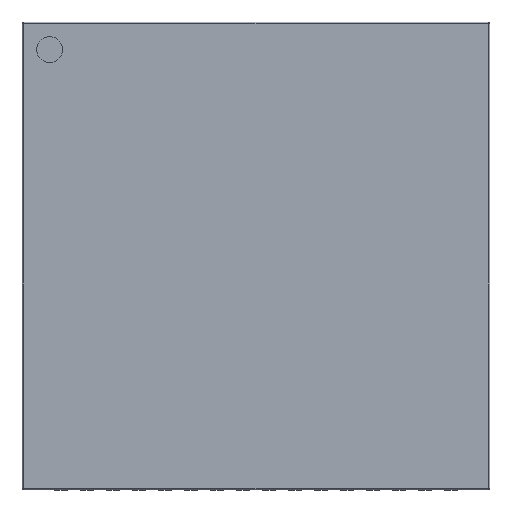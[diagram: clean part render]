
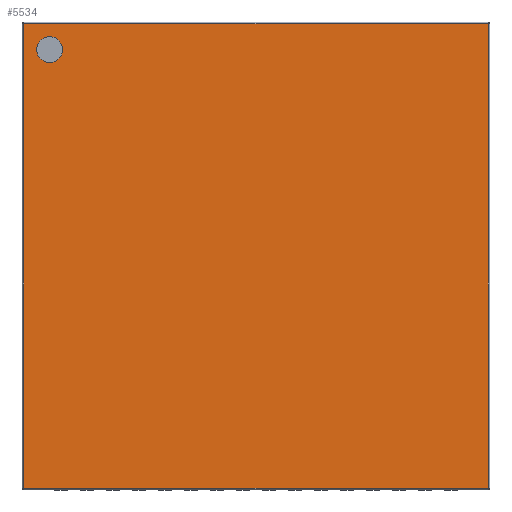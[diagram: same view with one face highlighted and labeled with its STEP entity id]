
A CAD part, top view. The second image highlights one B-rep face of the part: STEP entity #5534.
In plain terms, the highlighted planar face has unit normal (0, 0, 1).
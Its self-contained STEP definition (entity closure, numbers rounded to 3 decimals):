
#238 = CARTESIAN_POINT ( 'NONE',  ( -4.47, -4.47, 0.98 ) ) ;
#1428 = DIRECTION ( 'NONE',  ( 0., -1., 0. ) ) ;
#1796 = ORIENTED_EDGE ( 'NONE', *, *, #8084, .T. ) ;
#2853 = DIRECTION ( 'NONE',  ( 1., 0., 0. ) ) ;
#3241 = LINE ( 'NONE', #21638, #11892 ) ;
#3254 = PLANE ( 'NONE',  #9438 ) ;
#3413 = EDGE_CURVE ( 'NONE', #5543, #20636, #3241, .T. ) ;
#4459 = DIRECTION ( 'NONE',  ( -1., 0., 0. ) ) ;
#5534 = ADVANCED_FACE ( 'NONE', ( #21508, #21655 ), #3254, .F. ) ;
#5543 = VERTEX_POINT ( 'NONE', #16445 ) ;
#6873 = ORIENTED_EDGE ( 'NONE', *, *, #14205, .T. ) ;
#7071 = DIRECTION ( 'NONE',  ( 1., 0., 0. ) ) ;
#7694 = DIRECTION ( 'NONE',  ( -1., 0., 0. ) ) ;
#8084 = EDGE_CURVE ( 'NONE', #20636, #23232, #9413, .T. ) ;
#9185 = CARTESIAN_POINT ( 'NONE',  ( -3.97, 3.97, 0.98 ) ) ;
#9248 = DIRECTION ( 'NONE',  ( 0., 0., 1. ) ) ;
#9413 = LINE ( 'NONE', #22209, #14617 ) ;
#9438 = AXIS2_PLACEMENT_3D ( 'NONE', #10315, #14348, #4459 ) ;
#9753 = CIRCLE ( 'NONE', #13210, 0.25 ) ;
#9866 = CARTESIAN_POINT ( 'NONE',  ( -4.47, 0., 0.98 ) ) ;
#9939 = ORIENTED_EDGE ( 'NONE', *, *, #3413, .T. ) ;
#10315 = CARTESIAN_POINT ( 'NONE',  ( 0., 0., 0.98 ) ) ;
#10544 = ORIENTED_EDGE ( 'NONE', *, *, #21763, .F. ) ;
#10598 = VECTOR ( 'NONE', #1428, 1000. ) ;
#10861 = VERTEX_POINT ( 'NONE', #238 ) ;
#11727 = DIRECTION ( 'NONE',  ( 1., 0., 0. ) ) ;
#11892 = VECTOR ( 'NONE', #25513, 1000. ) ;
#13210 = AXIS2_PLACEMENT_3D ( 'NONE', #9185, #23340, #7071 ) ;
#14205 = EDGE_CURVE ( 'NONE', #23232, #10861, #19734, .T. ) ;
#14348 = DIRECTION ( 'NONE',  ( 0., 0., -1. ) ) ;
#14398 = EDGE_LOOP ( 'NONE', ( #10544, #21803 ) ) ;
#14617 = VECTOR ( 'NONE', #7694, 1000. ) ;
#14662 = EDGE_CURVE ( 'NONE', #17349, #18357, #22513, .T. ) ;
#15757 = CARTESIAN_POINT ( 'NONE',  ( 0., -4.47, 0.98 ) ) ;
#16445 = CARTESIAN_POINT ( 'NONE',  ( 4.47, -4.47, 0.98 ) ) ;
#16770 = CARTESIAN_POINT ( 'NONE',  ( -4.47, 4.47, 0.98 ) ) ;
#16976 = CARTESIAN_POINT ( 'NONE',  ( -3.72, 3.97, 0.98 ) ) ;
#17349 = VERTEX_POINT ( 'NONE', #26030 ) ;
#17534 = CARTESIAN_POINT ( 'NONE',  ( -3.97, 3.97, 0.98 ) ) ;
#17598 = EDGE_LOOP ( 'NONE', ( #6873, #24928, #9939, #1796 ) ) ;
#17836 = AXIS2_PLACEMENT_3D ( 'NONE', #17534, #9248, #2853 ) ;
#18357 = VERTEX_POINT ( 'NONE', #16976 ) ;
#19734 = LINE ( 'NONE', #9866, #10598 ) ;
#20636 = VERTEX_POINT ( 'NONE', #26169 ) ;
#21508 = FACE_BOUND ( 'NONE', #14398, .T. ) ;
#21638 = CARTESIAN_POINT ( 'NONE',  ( 4.47, 0., 0.98 ) ) ;
#21655 = FACE_OUTER_BOUND ( 'NONE', #17598, .T. ) ;
#21763 = EDGE_CURVE ( 'NONE', #18357, #17349, #9753, .T. ) ;
#21803 = ORIENTED_EDGE ( 'NONE', *, *, #14662, .F. ) ;
#22209 = CARTESIAN_POINT ( 'NONE',  ( 0., 4.47, 0.98 ) ) ;
#22513 = CIRCLE ( 'NONE', #17836, 0.25 ) ;
#22956 = VECTOR ( 'NONE', #11727, 1000. ) ;
#23169 = EDGE_CURVE ( 'NONE', #10861, #5543, #25443, .T. ) ;
#23232 = VERTEX_POINT ( 'NONE', #16770 ) ;
#23340 = DIRECTION ( 'NONE',  ( 0., 0., 1. ) ) ;
#24928 = ORIENTED_EDGE ( 'NONE', *, *, #23169, .T. ) ;
#25443 = LINE ( 'NONE', #15757, #22956 ) ;
#25513 = DIRECTION ( 'NONE',  ( 0., 1., 0. ) ) ;
#26030 = CARTESIAN_POINT ( 'NONE',  ( -4.22, 3.97, 0.98 ) ) ;
#26169 = CARTESIAN_POINT ( 'NONE',  ( 4.47, 4.47, 0.98 ) ) ;
